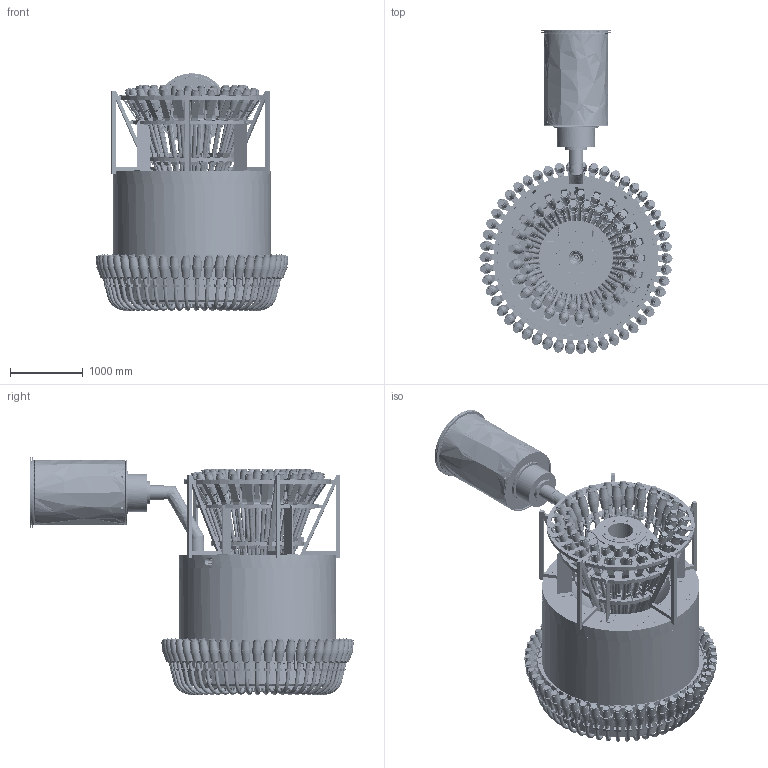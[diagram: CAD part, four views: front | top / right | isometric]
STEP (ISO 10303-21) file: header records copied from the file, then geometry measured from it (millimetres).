
FILE_DESCRIPTION((''),'2;1');
FILE_NAME('Micro_megas_keepout.stp', '2010-10-01T09:41:06',('User'),('SDRC'),'I-DEAS Master Series 9','UNIX', 'Yes');
FILE_SCHEMA(('CONFIG_CONTROL_DESIGN', 'GEOMETRIC_VALIDATION_PROPERTIES_MIM','SHAPE_APPEARANCE_LAYER_MIM'));
Length unit declared in the file: millimetre
Products named in the file (2): SUPPORT ARM ASSY_config_1; SUPPORT ARM ASSY_config_2
Assembly tree (746 placements, depth 2):
  SUPPORT ARM ASSY_config_1
    #43360  x2
Bounding box: 2649.06 x 4445.6 x 3255.18 mm (x, y, z)
Volume: 1132795416.6 mm3; surface area: 169231999.4 mm2
Topology: 1280 solids, 1336 shells, 13055 faces, 30418 edges, 20172 vertices
Faces by surface type: bspline 13055
Entity records: 85884 total; most frequent: CARTESIAN_POINT 28545, ORIENTED_EDGE 4924, DIRECTION 3000, EDGE_CURVE 2459, PERSON 2252, ORGANIZATION 2252, PERSON_AND_ORGANIZATION 2252, CALENDAR_DATE 1967
